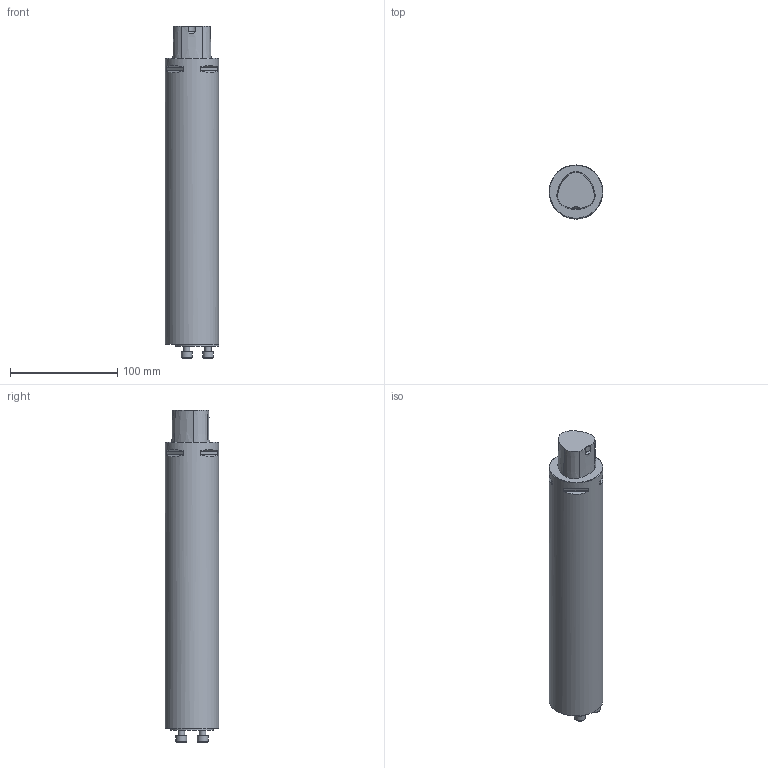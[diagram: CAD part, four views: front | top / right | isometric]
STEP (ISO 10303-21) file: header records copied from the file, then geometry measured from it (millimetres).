
FILE_DESCRIPTION(/* description */ (''),/* implementation_level */ '2;1');
FILE_NAME(/* name */ 'TOOLCOMP_1.STP',/* time_stamp */ '2025-01-21T13:53:26+01:00',/* author */ (''),/* organization */ ('SMS'),/* preprocessor_version */ 'ST-DEVELOPER v16.7',/* originating_system */ 'SIEMENS PLM Software NX 12.0',/* authorisation */ '');
FILE_SCHEMA (('AUTOMOTIVE_DESIGN { 1 0 10303 214 3 1 1 1 }'));
Length unit declared in the file: millimetre
Products named in the file (1): TOOLCOMP_1
Bounding box: 50 x 50 x 309 mm (x, y, z)
Volume: 553223.2 mm3; surface area: 50579.6 mm2
Topology: 1 solids, 1 shells, 165 faces, 410 edges, 260 vertices
Faces by surface type: plane 76, extrusion 36, cone 30, cylinder 17, torus 6
Full cylindrical faces by diameter (mm): 6 x3, 10 x3, 40 x1, 50 x1
Entity records: 6746 total; most frequent: CARTESIAN_POINT 2864, DIRECTION 786, ORIENTED_EDGE 772, EDGE_CURVE 386, AXIS2_PLACEMENT_3D 306, VERTEX_POINT 255, EDGE_LOOP 194, VECTOR 174
